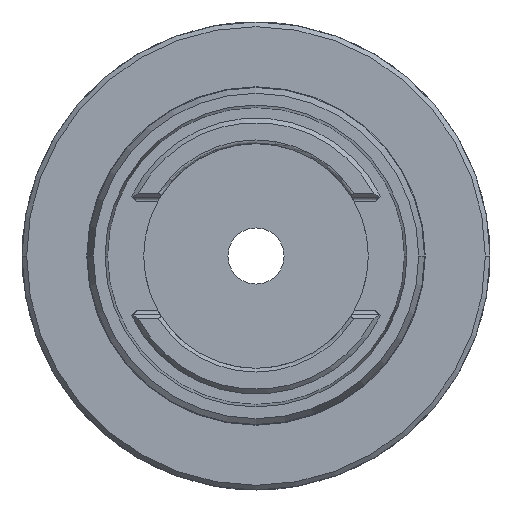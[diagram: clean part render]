
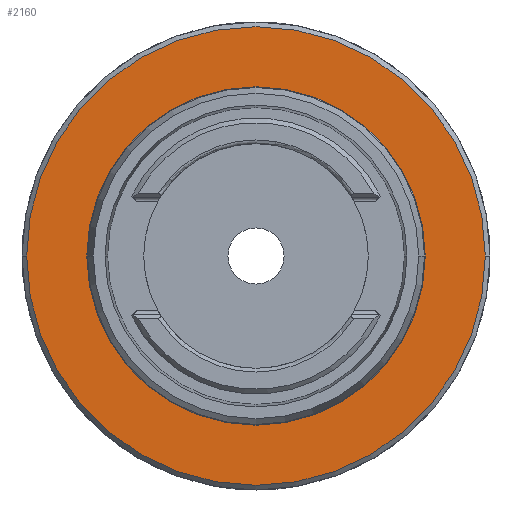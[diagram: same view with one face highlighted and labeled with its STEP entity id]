
A CAD part, front view. The second image highlights one B-rep face of the part: STEP entity #2160.
In plain terms, the highlighted planar face has unit normal (0, -1, 0).
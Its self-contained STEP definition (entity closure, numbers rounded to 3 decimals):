
#2=CARTESIAN_POINT('',(0.,0.,0.));
#3=DIRECTION('',(0.,-1.,0.));
#4=DIRECTION('',(-1.,0.,0.));
#5=AXIS2_PLACEMENT_3D('',#2,#3,#4);
#7=CARTESIAN_POINT('',(0.,0.,0.));
#8=DIRECTION('',(0.,-1.,0.));
#9=DIRECTION('',(1.,0.,0.));
#10=AXIS2_PLACEMENT_3D('',#7,#8,#9);
#17=CARTESIAN_POINT('',(0.,0.,0.));
#18=DIRECTION('',(0.,1.,0.));
#19=DIRECTION('',(1.,0.,0.));
#20=AXIS2_PLACEMENT_3D('',#17,#18,#19);
#737=CARTESIAN_POINT('',(0.,0.,0.));
#738=DIRECTION('',(0.,-1.,0.));
#739=DIRECTION('',(1.,0.,0.));
#740=AXIS2_PLACEMENT_3D('',#737,#738,#739);
#1923=CARTESIAN_POINT('',(49.,0.,0.));
#1924=CARTESIAN_POINT('',(-49.,0.,0.));
#1925=VERTEX_POINT('',#1923);
#1926=VERTEX_POINT('',#1924);
#2041=CARTESIAN_POINT('',(-34.05,0.,0.));
#2042=CARTESIAN_POINT('',(34.05,0.,0.));
#2043=VERTEX_POINT('',#2041);
#2044=VERTEX_POINT('',#2042);
#2143=CARTESIAN_POINT('',(0.,0.,0.));
#2144=DIRECTION('',(0.,-1.,0.));
#2145=DIRECTION('',(-1.,0.,0.));
#2146=AXIS2_PLACEMENT_3D('',#2143,#2144,#2145);
#2147=PLANE('',#2146);
#2149=ORIENTED_EDGE('',*,*,#2148,.T.);
#2151=ORIENTED_EDGE('',*,*,#2150,.F.);
#2152=EDGE_LOOP('',(#2149,#2151));
#2153=FACE_OUTER_BOUND('',#2152,.F.);
#2155=ORIENTED_EDGE('',*,*,#2154,.T.);
#2157=ORIENTED_EDGE('',*,*,#2156,.T.);
#2158=EDGE_LOOP('',(#2155,#2157));
#2159=FACE_BOUND('',#2158,.F.);
#2160=ADVANCED_FACE('',(#2153,#2159),#2147,.T.);
#6=CIRCLE('',#5,34.05);
#11=CIRCLE('',#10,34.05);
#21=CIRCLE('',#20,49.);
#741=CIRCLE('',#740,49.);
#2148=EDGE_CURVE('',#1925,#1926,#21,.T.);
#2150=EDGE_CURVE('',#1925,#1926,#741,.T.);
#2154=EDGE_CURVE('',#2043,#2044,#6,.T.);
#2156=EDGE_CURVE('',#2044,#2043,#11,.T.);
